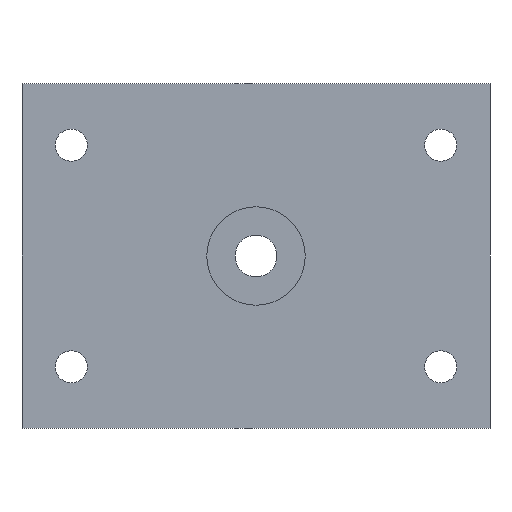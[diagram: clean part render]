
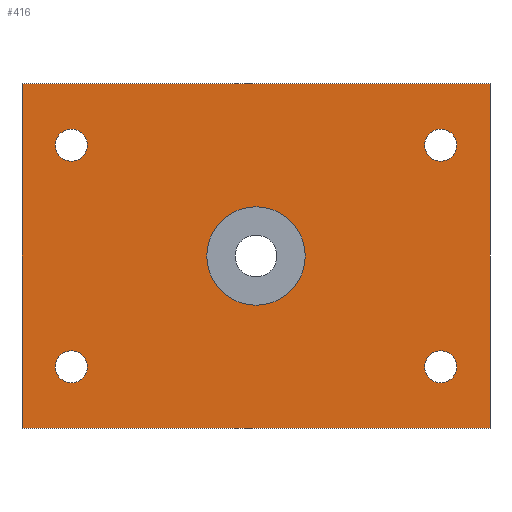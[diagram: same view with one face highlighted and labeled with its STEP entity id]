
A CAD part, front view. The second image highlights one B-rep face of the part: STEP entity #416.
In plain terms, the highlighted planar face has unit normal (0, -1, 0).
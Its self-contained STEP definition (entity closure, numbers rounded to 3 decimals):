
#27=FACE_BOUND('',#107,.T.);
#28=FACE_BOUND('',#108,.T.);
#29=FACE_BOUND('',#109,.T.);
#30=FACE_BOUND('',#110,.T.);
#31=FACE_BOUND('',#111,.T.);
#44=PLANE('',#483);
#69=FACE_OUTER_BOUND('',#106,.T.);
#106=EDGE_LOOP('',(#371,#372,#373,#374));
#107=EDGE_LOOP('',(#375));
#108=EDGE_LOOP('',(#376));
#109=EDGE_LOOP('',(#377));
#110=EDGE_LOOP('',(#378));
#111=EDGE_LOOP('',(#379));
#128=LINE('',#715,#152);
#131=LINE('',#720,#155);
#133=LINE('',#724,#157);
#135=LINE('',#727,#159);
#152=VECTOR('',#598,10.);
#155=VECTOR('',#603,10.);
#157=VECTOR('',#607,10.);
#159=VECTOR('',#611,10.);
#162=CIRCLE('',#435,10.);
#184=CIRCLE('',#471,3.25);
#185=CIRCLE('',#473,3.25);
#186=CIRCLE('',#475,3.25);
#187=CIRCLE('',#477,3.25);
#190=VERTEX_POINT('',#624);
#216=VERTEX_POINT('',#697);
#217=VERTEX_POINT('',#701);
#218=VERTEX_POINT('',#705);
#219=VERTEX_POINT('',#709);
#220=VERTEX_POINT('',#713);
#221=VERTEX_POINT('',#714);
#222=VERTEX_POINT('',#719);
#223=VERTEX_POINT('',#723);
#227=EDGE_CURVE('',#190,#190,#162,.T.);
#261=EDGE_CURVE('',#216,#216,#184,.T.);
#263=EDGE_CURVE('',#217,#217,#185,.T.);
#265=EDGE_CURVE('',#218,#218,#186,.T.);
#267=EDGE_CURVE('',#219,#219,#187,.T.);
#268=EDGE_CURVE('',#220,#221,#128,.T.);
#271=EDGE_CURVE('',#222,#220,#131,.T.);
#273=EDGE_CURVE('',#223,#222,#133,.T.);
#275=EDGE_CURVE('',#221,#223,#135,.T.);
#371=ORIENTED_EDGE('',*,*,#275,.T.);
#372=ORIENTED_EDGE('',*,*,#273,.T.);
#373=ORIENTED_EDGE('',*,*,#271,.T.);
#374=ORIENTED_EDGE('',*,*,#268,.T.);
#375=ORIENTED_EDGE('',*,*,#227,.T.);
#376=ORIENTED_EDGE('',*,*,#267,.T.);
#377=ORIENTED_EDGE('',*,*,#265,.T.);
#378=ORIENTED_EDGE('',*,*,#263,.T.);
#379=ORIENTED_EDGE('',*,*,#261,.T.);
#416=ADVANCED_FACE('',(#69,#27,#28,#29,#30,#31),#44,.T.);
#435=AXIS2_PLACEMENT_3D('',#625,#495,#496);
#471=AXIS2_PLACEMENT_3D('',#699,#579,#580);
#473=AXIS2_PLACEMENT_3D('',#703,#584,#585);
#475=AXIS2_PLACEMENT_3D('',#707,#589,#590);
#477=AXIS2_PLACEMENT_3D('',#711,#594,#595);
#483=AXIS2_PLACEMENT_3D('',#729,#614,#615);
#495=DIRECTION('center_axis',(0.,1.,0.));
#496=DIRECTION('ref_axis',(1.,0.,0.));
#579=DIRECTION('center_axis',(0.,1.,0.));
#580=DIRECTION('ref_axis',(1.,0.,0.));
#584=DIRECTION('center_axis',(0.,1.,0.));
#585=DIRECTION('ref_axis',(1.,0.,0.));
#589=DIRECTION('center_axis',(0.,1.,0.));
#590=DIRECTION('ref_axis',(1.,0.,0.));
#594=DIRECTION('center_axis',(0.,1.,0.));
#595=DIRECTION('ref_axis',(1.,0.,0.));
#598=DIRECTION('',(-1.,0.,0.));
#603=DIRECTION('',(0.,0.,1.));
#607=DIRECTION('',(1.,0.,0.));
#611=DIRECTION('',(0.,0.,-1.));
#614=DIRECTION('center_axis',(0.,-1.,0.));
#615=DIRECTION('ref_axis',(1.,0.,0.));
#624=CARTESIAN_POINT('',(37.5,0.,35.));
#625=CARTESIAN_POINT('Origin',(47.5,0.,35.));
#697=CARTESIAN_POINT('',(6.75,0.,57.5));
#699=CARTESIAN_POINT('Origin',(10.,0.,57.5));
#701=CARTESIAN_POINT('',(6.75,0.,12.5));
#703=CARTESIAN_POINT('Origin',(10.,0.,12.5));
#705=CARTESIAN_POINT('',(81.75,0.,12.5));
#707=CARTESIAN_POINT('Origin',(85.,0.,12.5));
#709=CARTESIAN_POINT('',(81.75,0.,57.5));
#711=CARTESIAN_POINT('Origin',(85.,0.,57.5));
#713=CARTESIAN_POINT('',(95.,0.,70.));
#714=CARTESIAN_POINT('',(0.,0.,70.));
#715=CARTESIAN_POINT('',(95.,0.,70.));
#719=CARTESIAN_POINT('',(95.,0.,0.));
#720=CARTESIAN_POINT('',(95.,0.,0.));
#723=CARTESIAN_POINT('',(0.,0.,0.));
#724=CARTESIAN_POINT('',(0.,0.,0.));
#727=CARTESIAN_POINT('',(0.,0.,70.));
#729=CARTESIAN_POINT('Origin',(47.5,0.,35.));
